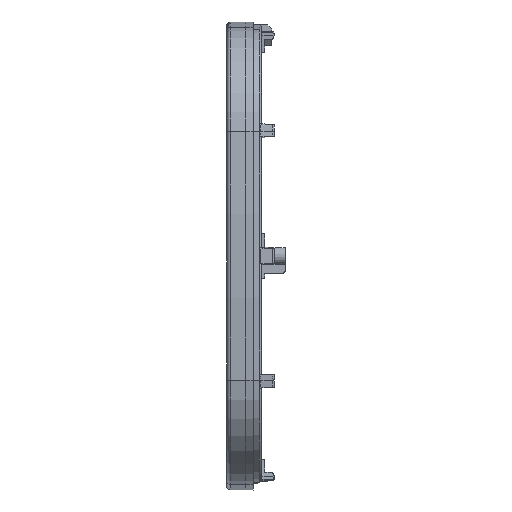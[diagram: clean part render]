
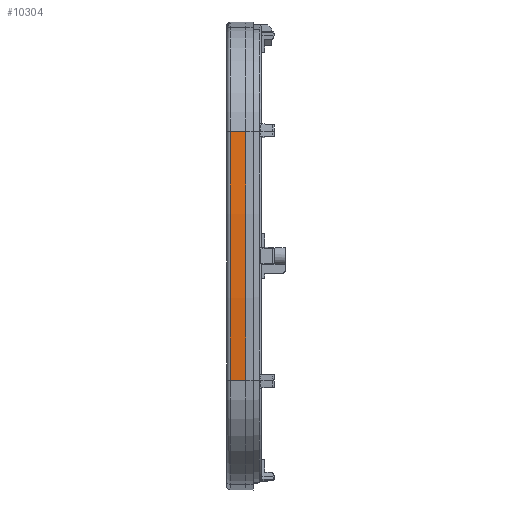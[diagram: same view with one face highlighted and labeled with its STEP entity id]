
A CAD part, left-side view. The second image highlights one B-rep face of the part: STEP entity #10304.
In plain terms, the highlighted cylindrical face has radius 343.321 mm (diameter 686.642 mm), a partial arc.
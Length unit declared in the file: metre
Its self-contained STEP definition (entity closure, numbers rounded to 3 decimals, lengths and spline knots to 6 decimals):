
#589=CYLINDRICAL_SURFACE('',#11091,0.343321);
#791=LINE('',#15604,#1589);
#792=LINE('',#15610,#1590);
#1589=VECTOR('',#12369,1.);
#1590=VECTOR('',#12376,1.);
#2422=ORIENTED_EDGE('',*,*,#5635,.F.);
#2423=ORIENTED_EDGE('',*,*,#5637,.T.);
#2424=ORIENTED_EDGE('',*,*,#5638,.T.);
#2425=ORIENTED_EDGE('',*,*,#5639,.F.);
#5635=EDGE_CURVE('',#7239,#7240,#791,.T.);
#5637=EDGE_CURVE('',#7239,#7241,#8187,.T.);
#5638=EDGE_CURVE('',#7241,#7242,#792,.T.);
#5639=EDGE_CURVE('',#7240,#7242,#8188,.T.);
#7239=VERTEX_POINT('',#15603);
#7240=VERTEX_POINT('',#15605);
#7241=VERTEX_POINT('',#15609);
#7242=VERTEX_POINT('',#15611);
#8187=CIRCLE('',#11092,0.343321);
#8188=CIRCLE('',#11093,0.343321);
#8676=EDGE_LOOP('',(#2422,#2423,#2424,#2425));
#9360=FACE_BOUND('',#8676,.T.);
#10304=ADVANCED_FACE('',(#9360),#589,.T.);
#11091=AXIS2_PLACEMENT_3D('',#15607,#12372,#12373);
#11092=AXIS2_PLACEMENT_3D('',#15608,#12374,#12375);
#11093=AXIS2_PLACEMENT_3D('',#15612,#12377,#12378);
#12369=DIRECTION('',(0.,-1.,0.));
#12372=DIRECTION('',(0.,-1.,0.));
#12373=DIRECTION('',(0.,0.,-1.));
#12374=DIRECTION('',(0.,-1.,0.));
#12375=DIRECTION('',(0.,0.,-1.));
#12376=DIRECTION('',(0.,-1.,0.));
#12377=DIRECTION('',(0.,-1.,0.));
#12378=DIRECTION('',(0.,0.,1.));
#15603=CARTESIAN_POINT('',(-0.060507,0.006041,0.032993));
#15604=CARTESIAN_POINT('',(-0.060507,0.007041,0.032993));
#15605=CARTESIAN_POINT('',(-0.060507,0.002041,0.032993));
#15607=CARTESIAN_POINT('',(0.281225,0.007041,0.));
#15608=CARTESIAN_POINT('',(0.281225,0.006041,0.));
#15609=CARTESIAN_POINT('',(-0.060507,0.006041,-0.032993));
#15610=CARTESIAN_POINT('',(-0.060507,0.007041,-0.032993));
#15611=CARTESIAN_POINT('',(-0.060507,0.002041,-0.032993));
#15612=CARTESIAN_POINT('',(0.281225,0.002041,0.));
